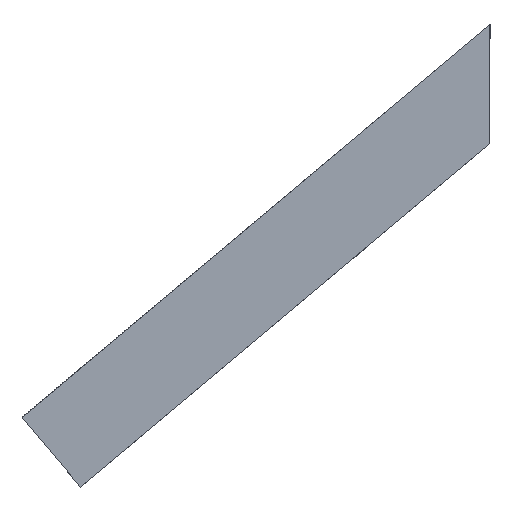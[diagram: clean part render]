
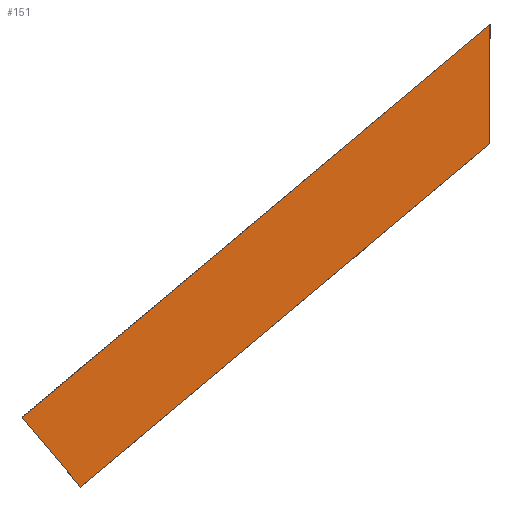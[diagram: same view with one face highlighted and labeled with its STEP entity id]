
A CAD part, top view. The second image highlights one B-rep face of the part: STEP entity #151.
In plain terms, the highlighted planar face has unit normal (0, 0, 1).
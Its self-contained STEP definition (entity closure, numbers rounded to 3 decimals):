
#23=PLANE('',#177);
#31=FACE_OUTER_BOUND('',#43,.T.);
#43=EDGE_LOOP('',(#135,#136,#137,#138));
#47=LINE('',#235,#61);
#51=LINE('',#243,#65);
#54=LINE('',#249,#68);
#57=LINE('',#254,#71);
#61=VECTOR('',#197,10.);
#65=VECTOR('',#203,10.);
#68=VECTOR('',#208,10.);
#71=VECTOR('',#213,10.);
#81=VERTEX_POINT('',#233);
#82=VERTEX_POINT('',#234);
#85=VERTEX_POINT('',#242);
#87=VERTEX_POINT('',#248);
#95=EDGE_CURVE('',#81,#82,#47,.T.);
#99=EDGE_CURVE('',#82,#85,#51,.T.);
#102=EDGE_CURVE('',#85,#87,#54,.T.);
#105=EDGE_CURVE('',#87,#81,#57,.T.);
#135=ORIENTED_EDGE('',*,*,#105,.T.);
#136=ORIENTED_EDGE('',*,*,#95,.T.);
#137=ORIENTED_EDGE('',*,*,#99,.T.);
#138=ORIENTED_EDGE('',*,*,#102,.T.);
#151=ADVANCED_FACE('',(#31),#23,.T.);
#177=AXIS2_PLACEMENT_3D('',#256,#215,#216);
#197=DIRECTION('',(-0.766,-0.643,0.));
#203=DIRECTION('',(0.643,-0.766,0.));
#208=DIRECTION('',(0.766,0.643,0.));
#213=DIRECTION('',(0.,1.,0.));
#215=DIRECTION('center_axis',(0.,0.,
1.));
#216=DIRECTION('ref_axis',(1.,0.,0.));
#233=CARTESIAN_POINT('',(1.978,134.624,-64.265));
#234=CARTESIAN_POINT('',(-100.639,48.567,-64.265));
#235=CARTESIAN_POINT('',(1.978,134.624,-64.265));
#242=CARTESIAN_POINT('',(-87.787,33.242,-64.265));
#243=CARTESIAN_POINT('',(-100.639,48.567,-64.265));
#248=CARTESIAN_POINT('',(1.978,108.522,-64.265));
#249=CARTESIAN_POINT('',(-87.787,33.242,-64.265));
#254=CARTESIAN_POINT('',(1.978,108.522,-64.265));
#256=CARTESIAN_POINT('Origin',(-49.33,83.933,-64.265));
